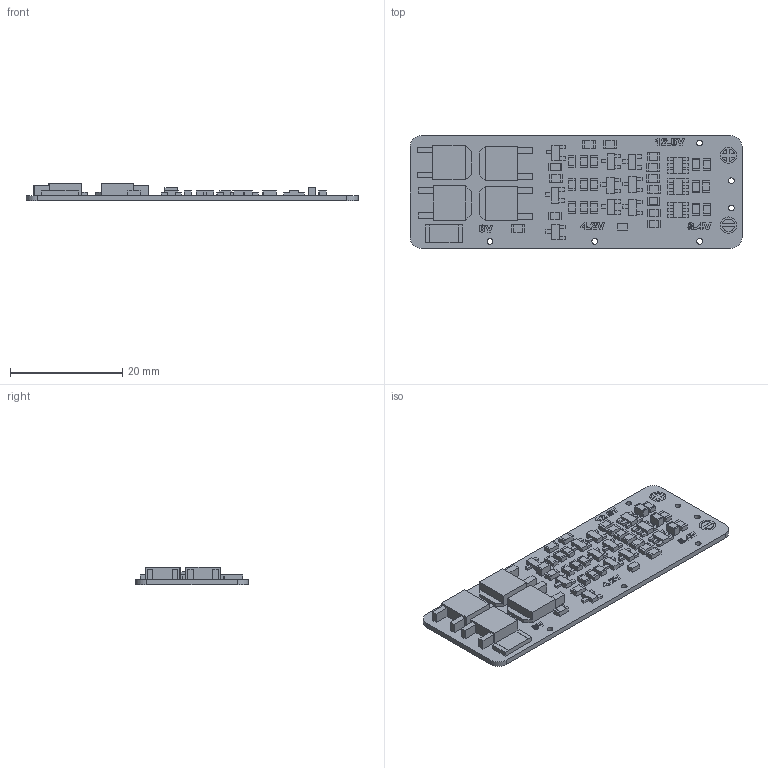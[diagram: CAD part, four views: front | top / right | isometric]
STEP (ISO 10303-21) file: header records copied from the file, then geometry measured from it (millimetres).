
FILE_DESCRIPTION(/* description */ ('Unknown'),/* implementation_level */ '2;1');
FILE_NAME(/* name */ 'Battery Protection - 3S-20A',/* time_stamp */ '2018-10-29T16:09:16-04:00',/* author */ ('Unknown'),/* organization */ ('Unknown'),/* preprocessor_version */ 'ST-DEVELOPER v16.7',/* originating_system */ 'DEX',/* authorisation */ $);
FILE_SCHEMA (('AUTOMOTIVE_DESIGN {1 0 10303 214 3 1 1}'));
Length unit declared in the file: millimetre
Products named in the file (1): Battery Protection - 3S-20A
Bounding box: 59.05 x 20.07 x 3.17 mm (x, y, z)
Volume: 1625.1 mm3; surface area: 3211 mm2
Topology: 1 solids, 21 shells, 926 faces, 2363 edges, 1574 vertices
Faces by surface type: plane 854, bspline 53, cylinder 19
Full cylindrical faces by diameter (mm): 1.016 x6, 2.852 x1, 2.927 x1
Entity records: 36335 total; most frequent: CARTESIAN_POINT 8104, ORIENTED_EDGE 4680, DIRECTION 3834, EDGE_CURVE 2340, LINE 2010, VECTOR 2010, VERTEX_POINT 1568, EDGE_LOOP 1062
